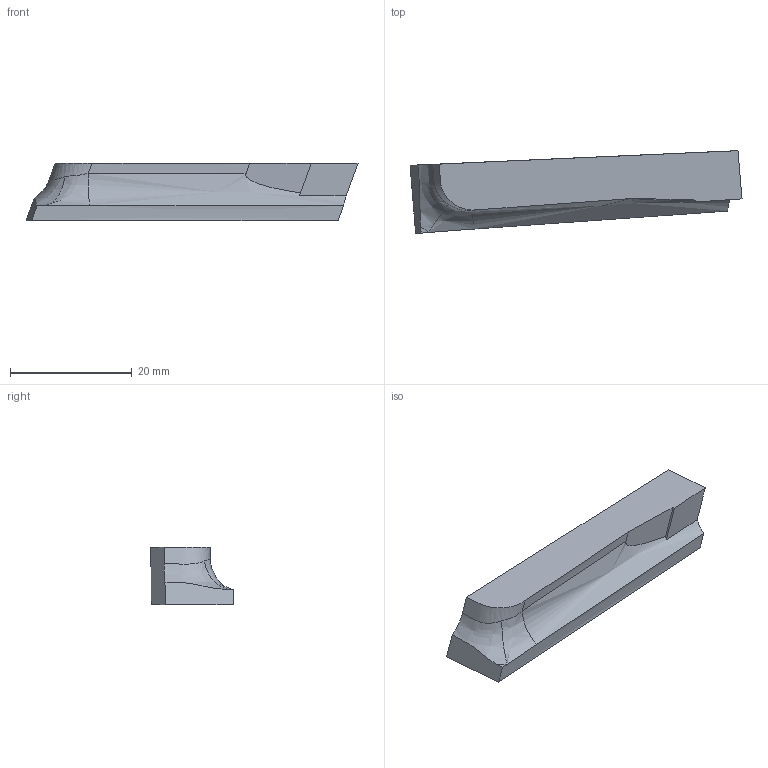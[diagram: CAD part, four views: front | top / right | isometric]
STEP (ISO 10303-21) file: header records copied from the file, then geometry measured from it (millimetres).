
FILE_DESCRIPTION (( 'STEP AP214' ), '1' );
FILE_NAME ('Test2.STEP', '2020-03-05T07:38:00', ( '' ), ( '' ), 'SwSTEP 2.0', 'SolidWorks 2020', '' );
FILE_SCHEMA (( 'AUTOMOTIVE_DESIGN' ));
Length unit declared in the file: millimetre
Products named in the file (1): Test2
Bounding box: 54.54 x 13.55 x 9.5 mm (x, y, z)
Volume: 4099.3 mm3; surface area: 2077 mm2
Topology: 1 solids, 1 shells, 15 faces, 38 edges, 25 vertices
Faces by surface type: bspline 10, plane 5
Entity records: 1202 total; most frequent: CARTESIAN_POINT 731, ORIENTED_EDGE 76, EDGE_CURVE 38, B_SPLINE_CURVE_WITH_KNOTS 30, VERTEX_POINT 25, DIRECTION 20, UNCERTAINTY_MEASURE_WITH_UNIT 18, SURFACE_SIDE_STYLE 17
